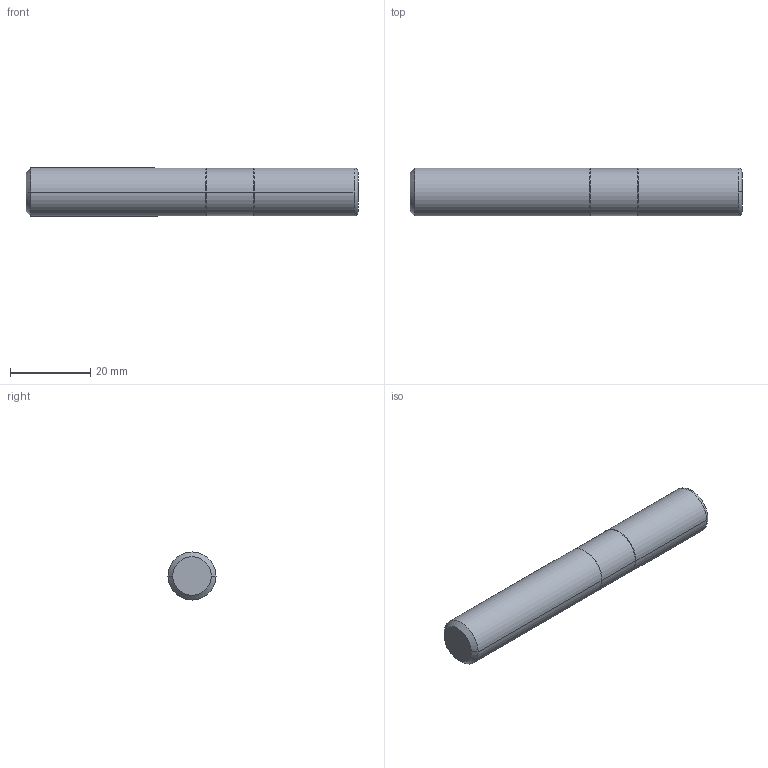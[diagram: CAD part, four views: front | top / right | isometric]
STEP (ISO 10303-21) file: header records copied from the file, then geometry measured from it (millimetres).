
FILE_DESCRIPTION(('STEP AP214'),'1');
FILE_NAME('607939453-000-00-E43.stp','2023-05-30T11:39:42',(' '),(' '),'Spatial InterOp 3D',' ',' ');
FILE_SCHEMA(('AUTOMOTIVE_DESIGN { 1 0 10303 214 1 1 1 1 }'));
Length unit declared in the file: millimetre
Products named in the file (1): 1
Bounding box: 83 x 12 x 12 mm (x, y, z)
Volume: 9309.5 mm3; surface area: 3532 mm2
Topology: 2 solids, 2 shells, 18 faces, 49 edges, 36 vertices
Faces by surface type: cone 6, cylinder 6, plane 4, torus 2
Entity records: 740 total; most frequent: DIRECTION 115, CARTESIAN_POINT 91, ORIENTED_EDGE 70, AXIS2_PLACEMENT_3D 45, EDGE_CURVE 35, LINE 25, VECTOR 25, CIRCLE 24
